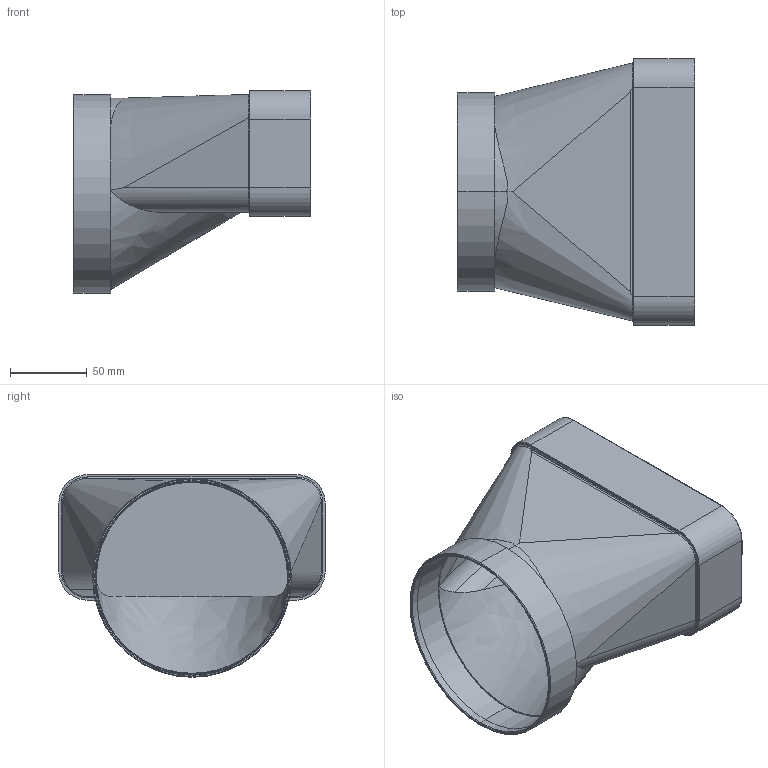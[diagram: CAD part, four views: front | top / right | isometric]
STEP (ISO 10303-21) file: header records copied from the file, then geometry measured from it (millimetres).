
FILE_DESCRIPTION(('STEP AP214'),'1');
FILE_NAME('ck.STP','2023-10-13T07:11:31',(' '),(' '),'Spatial InterOp 3D',' ',' ');
FILE_SCHEMA(('AUTOMOTIVE_DESIGN { 1 0 10303 214 1 1 1 1 }'));
Length unit declared in the file: millimetre
Products named in the file (2): 4033014_V MF-EST 125 Endstück; ASSEM1
Assembly tree (1 placements, depth 2):
  4033014_V MF-EST 125 Endstück
    ASSEM1
Bounding box: 155.5 x 174.06 x 132.48 mm (x, y, z)
Volume: 1169957.4 mm3; surface area: 125536.7 mm2
Topology: 1 solids, 1 shells, 100 faces, 244 edges, 152 vertices
Faces by surface type: cylinder 34, plane 23, torus 18, cone 18, bspline 7
Entity records: 5751 total; most frequent: CARTESIAN_POINT 3363, DIRECTION 510, ORIENTED_EDGE 488, EDGE_CURVE 244, AXIS2_PLACEMENT_3D 211, VERTEX_POINT 152, EDGE_LOOP 106, ADVANCED_FACE 100
